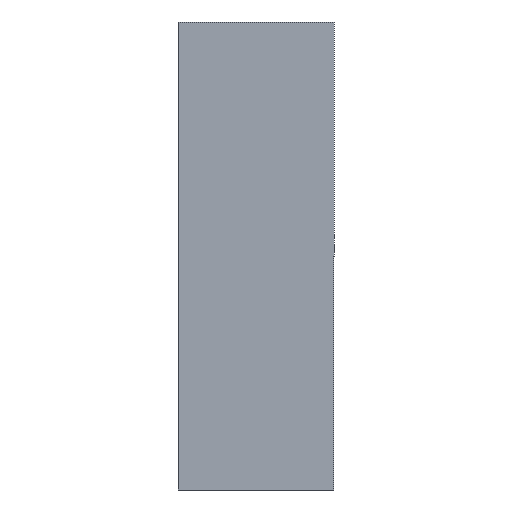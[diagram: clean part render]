
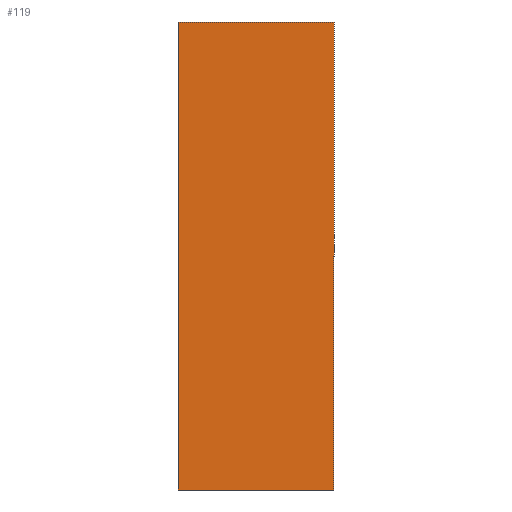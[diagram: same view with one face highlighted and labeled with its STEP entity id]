
A CAD part, front view. The second image highlights one B-rep face of the part: STEP entity #119.
In plain terms, the highlighted planar face has unit normal (0, -1, 0).
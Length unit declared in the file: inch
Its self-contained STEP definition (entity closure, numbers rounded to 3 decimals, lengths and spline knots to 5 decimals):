
#14 = DIRECTION ( 'NONE',  ( 1., 0., 0. ) ) ;
#15 = CARTESIAN_POINT ( 'NONE',  ( 0.25, 0., 0. ) ) ;
#16 = LINE ( 'NONE', #15, #148 ) ;
#21 = DIRECTION ( 'NONE',  ( 0., 0., 1. ) ) ;
#22 = CARTESIAN_POINT ( 'NONE',  ( 0., 0., 0. ) ) ;
#23 = LINE ( 'NONE', #22, #150 ) ;
#40 = DIRECTION ( 'NONE',  ( 0., 0., -1. ) ) ;
#41 = DIRECTION ( 'NONE',  ( 0., -1., 0. ) ) ;
#42 = CARTESIAN_POINT ( 'NONE',  ( 0., 0., 0. ) ) ;
#46 = DIRECTION ( 'NONE',  ( -1., 0., 0. ) ) ;
#47 = CARTESIAN_POINT ( 'NONE',  ( 0., 0., -0.75 ) ) ;
#48 = LINE ( 'NONE', #47, #164 ) ;
#55 = DIRECTION ( 'NONE',  ( 0., 0., -1. ) ) ;
#56 = CARTESIAN_POINT ( 'NONE',  ( 0.25, 0., -0.75 ) ) ;
#57 = LINE ( 'NONE', #56, #166 ) ;
#58 = PLANE ( 'NONE',  #159 ) ;
#62 = CARTESIAN_POINT ( 'NONE',  ( 0., 0., 0. ) ) ;
#66 = CARTESIAN_POINT ( 'NONE',  ( 0.25, 0., -0.75 ) ) ;
#67 = CARTESIAN_POINT ( 'NONE',  ( 0.25, 0., 0. ) ) ;
#69 = CARTESIAN_POINT ( 'NONE',  ( 0., 0., -0.75 ) ) ;
#70 = VERTEX_POINT ( 'NONE', #69 ) ;
#72 = VERTEX_POINT ( 'NONE', #67 ) ;
#73 = VERTEX_POINT ( 'NONE', #66 ) ;
#77 = VERTEX_POINT ( 'NONE', #62 ) ;
#83 = ORIENTED_EDGE ( 'NONE', *, *, #117, .F. ) ;
#84 = ORIENTED_EDGE ( 'NONE', *, *, #124, .F. ) ;
#85 = ORIENTED_EDGE ( 'NONE', *, *, #126, .F. ) ;
#86 = ORIENTED_EDGE ( 'NONE', *, *, #114, .F. ) ;
#103 = EDGE_LOOP ( 'NONE', ( #85, #84, #83, #86 ) ) ;
#114 = EDGE_CURVE ( 'NONE', #72, #73, #57, .T. ) ;
#117 = EDGE_CURVE ( 'NONE', #73, #70, #48, .T. ) ;
#119 = ADVANCED_FACE ( 'NONE', ( #167 ), #58, .T. ) ;
#124 = EDGE_CURVE ( 'NONE', #70, #77, #23, .T. ) ;
#126 = EDGE_CURVE ( 'NONE', #77, #72, #16, .T. ) ;
#148 = VECTOR ( 'NONE', #14, 39.37008 ) ;
#150 = VECTOR ( 'NONE', #21, 39.37008 ) ;
#159 = AXIS2_PLACEMENT_3D ( 'NONE', #42, #41, #40 ) ;
#164 = VECTOR ( 'NONE', #46, 39.37008 ) ;
#166 = VECTOR ( 'NONE', #55, 39.37008 ) ;
#167 = FACE_OUTER_BOUND ( 'NONE', #103, .T. ) ;
